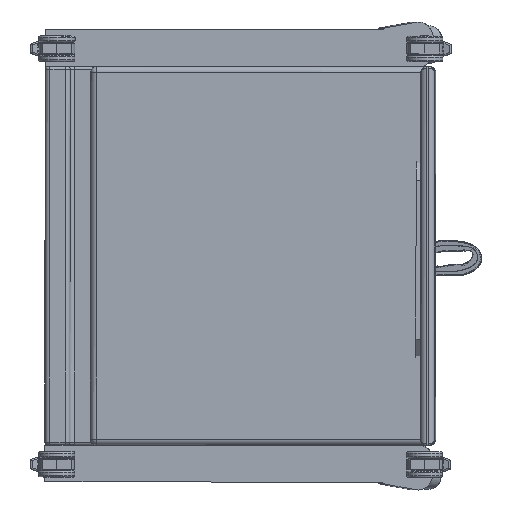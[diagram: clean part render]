
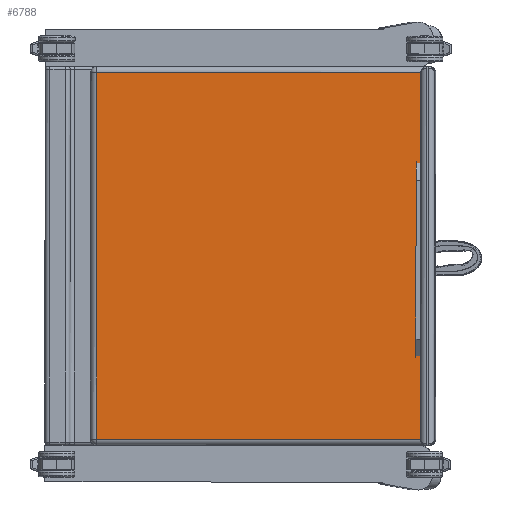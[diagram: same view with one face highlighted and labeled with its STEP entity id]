
A CAD part, front view. The second image highlights one B-rep face of the part: STEP entity #6788.
In plain terms, the highlighted face is planar.
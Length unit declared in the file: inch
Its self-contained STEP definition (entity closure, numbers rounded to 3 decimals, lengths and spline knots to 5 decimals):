
#757=FACE_OUTER_BOUND('',#1212,.T.);
#1212=EDGE_LOOP('',(#5487,#5488,#5489,#5490));
#2128=LINE('',#20184,#2473);
#2130=LINE('',#20187,#2475);
#2138=LINE('',#20219,#2483);
#2140=LINE('',#20222,#2485);
#2473=VECTOR('',#8947,0.3937);
#2475=VECTOR('',#8951,0.3937);
#2483=VECTOR('',#8995,0.3937);
#2485=VECTOR('',#8999,0.3937);
#3133=VERTEX_POINT('',#20134);
#3136=VERTEX_POINT('',#20141);
#3142=VERTEX_POINT('',#20158);
#3149=VERTEX_POINT('',#20180);
#3956=EDGE_CURVE('',#3142,#3149,#2128,.T.);
#3958=EDGE_CURVE('',#3149,#3136,#2130,.T.);
#3976=EDGE_CURVE('',#3133,#3142,#2138,.T.);
#3978=EDGE_CURVE('',#3136,#3133,#2140,.T.);
#5487=ORIENTED_EDGE('',*,*,#3956,.F.);
#5488=ORIENTED_EDGE('',*,*,#3976,.F.);
#5489=ORIENTED_EDGE('',*,*,#3978,.F.);
#5490=ORIENTED_EDGE('',*,*,#3958,.F.);
#6514=PLANE('',#7658);
#6788=ADVANCED_FACE('',(#757),#6514,.T.);
#7658=AXIS2_PLACEMENT_3D('',#20227,#9007,#9008);
#8947=DIRECTION('',(1.,0.,0.));
#8951=DIRECTION('',(0.,1.,0.));
#8995=DIRECTION('',(0.,-1.,0.));
#8999=DIRECTION('',(-1.,0.,0.));
#9007=DIRECTION('center_axis',(0.,0.,-1.));
#9008=DIRECTION('ref_axis',(-1.,0.,0.));
#20134=CARTESIAN_POINT('',(-13.625,15.,-2.5));
#20141=CARTESIAN_POINT('',(13.45891,15.,-2.5));
#20158=CARTESIAN_POINT('',(-13.625,-15.,-2.5));
#20180=CARTESIAN_POINT('',(13.45891,-15.,-2.5));
#20184=CARTESIAN_POINT('',(-7.0625,-15.,-2.5));
#20187=CARTESIAN_POINT('',(13.45891,-15.5,-2.5));
#20219=CARTESIAN_POINT('',(-13.625,7.75,-2.5));
#20222=CARTESIAN_POINT('',(7.0625,15.,-2.5));
#20227=CARTESIAN_POINT('Origin',(0.,0.,-2.5));
